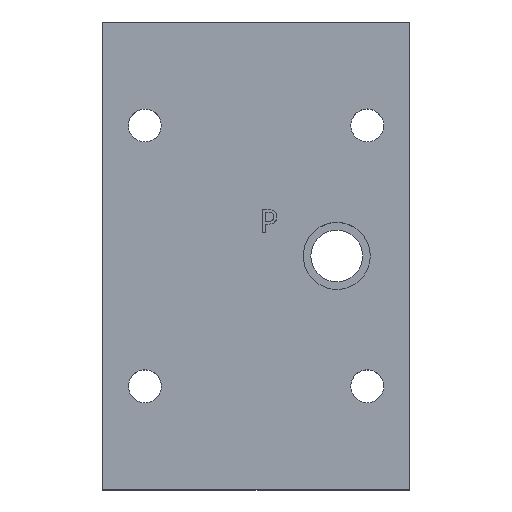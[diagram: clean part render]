
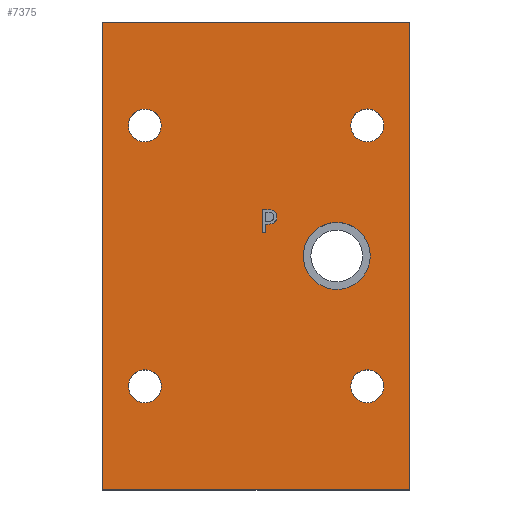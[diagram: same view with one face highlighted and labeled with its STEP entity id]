
A CAD part, top view. The second image highlights one B-rep face of the part: STEP entity #7375.
In plain terms, the highlighted planar face has unit normal (0, 0, 1).
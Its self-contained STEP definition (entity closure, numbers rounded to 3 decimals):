
#41=FACE_BOUND('',#1478,.T.);
#42=FACE_BOUND('',#1479,.T.);
#43=FACE_BOUND('',#1480,.T.);
#44=FACE_BOUND('',#1481,.T.);
#45=FACE_BOUND('',#1482,.T.);
#46=FACE_BOUND('',#1483,.T.);
#243=B_SPLINE_CURVE_WITH_KNOTS('',2,(#12214,#12215,#12216,#12217),
 .UNSPECIFIED.,.F.,.F.,(3,1,3),(0.,1.,2.),.UNSPECIFIED.);
#245=B_SPLINE_CURVE_WITH_KNOTS('',2,(#12235,#12236,#12237,#12238),
 .UNSPECIFIED.,.F.,.F.,(3,1,3),(0.,1.,2.),.UNSPECIFIED.);
#247=B_SPLINE_CURVE_WITH_KNOTS('',2,(#12284,#12285,#12286,#12287),
 .UNSPECIFIED.,.F.,.F.,(3,1,3),(0.,1.,2.),.UNSPECIFIED.);
#249=B_SPLINE_CURVE_WITH_KNOTS('',2,(#12302,#12303,#12304,#12305),
 .UNSPECIFIED.,.F.,.F.,(3,1,3),(0.,1.,2.),.UNSPECIFIED.);
#680=CIRCLE('',#7668,6.934);
#681=CIRCLE('',#7669,6.934);
#682=CIRCLE('',#7670,3.404);
#683=CIRCLE('',#7671,3.404);
#684=CIRCLE('',#7672,3.404);
#685=CIRCLE('',#7673,3.404);
#1081=FACE_OUTER_BOUND('',#1477,.T.);
#1477=EDGE_LOOP('',(#6611,#6612,#6613,#6614));
#1478=EDGE_LOOP('',(#6615,#6616));
#1479=EDGE_LOOP('',(#6617));
#1480=EDGE_LOOP('',(#6618));
#1481=EDGE_LOOP('',(#6619));
#1482=EDGE_LOOP('',(#6620));
#1483=EDGE_LOOP('',(#6621,#6622,#6623,#6624,#6625,#6626,#6627,#6628,#6629));
#1864=LINE('',#11203,#2634);
#2259=LINE('',#12247,#3029);
#2262=LINE('',#12253,#3032);
#2265=LINE('',#12259,#3035);
#2268=LINE('',#12265,#3038);
#2271=LINE('',#12271,#3041);
#2275=LINE('',#12313,#3045);
#2276=LINE('',#12315,#3046);
#2277=LINE('',#12316,#3047);
#2634=VECTOR('',#8286,10.);
#3029=VECTOR('',#8965,10.);
#3032=VECTOR('',#8970,10.);
#3035=VECTOR('',#8975,10.);
#3038=VECTOR('',#8980,10.);
#3041=VECTOR('',#8985,10.);
#3045=VECTOR('',#8993,10.);
#3046=VECTOR('',#8994,10.);
#3047=VECTOR('',#8995,10.);
#3400=VERTEX_POINT('',#11200);
#3401=VERTEX_POINT('',#11202);
#3678=VERTEX_POINT('',#12212);
#3679=VERTEX_POINT('',#12213);
#3682=VERTEX_POINT('',#12234);
#3684=VERTEX_POINT('',#12246);
#3686=VERTEX_POINT('',#12252);
#3688=VERTEX_POINT('',#12258);
#3690=VERTEX_POINT('',#12264);
#3692=VERTEX_POINT('',#12270);
#3694=VERTEX_POINT('',#12283);
#3696=VERTEX_POINT('',#12312);
#3697=VERTEX_POINT('',#12314);
#3698=VERTEX_POINT('',#12317);
#3699=VERTEX_POINT('',#12318);
#3700=VERTEX_POINT('',#12321);
#3701=VERTEX_POINT('',#12323);
#3702=VERTEX_POINT('',#12325);
#3703=VERTEX_POINT('',#12327);
#4246=EDGE_CURVE('',#3401,#3400,#1864,.T.);
#4662=EDGE_CURVE('',#3678,#3679,#243,.T.);
#4666=EDGE_CURVE('',#3682,#3678,#245,.T.);
#4669=EDGE_CURVE('',#3684,#3682,#2259,.T.);
#4672=EDGE_CURVE('',#3686,#3684,#2262,.T.);
#4675=EDGE_CURVE('',#3688,#3686,#2265,.T.);
#4678=EDGE_CURVE('',#3690,#3688,#2268,.T.);
#4681=EDGE_CURVE('',#3692,#3690,#2271,.T.);
#4684=EDGE_CURVE('',#3694,#3692,#247,.T.);
#4687=EDGE_CURVE('',#3679,#3694,#249,.T.);
#4689=EDGE_CURVE('',#3400,#3696,#2275,.T.);
#4690=EDGE_CURVE('',#3696,#3697,#2276,.T.);
#4691=EDGE_CURVE('',#3697,#3401,#2277,.T.);
#4692=EDGE_CURVE('',#3698,#3699,#680,.T.);
#4693=EDGE_CURVE('',#3699,#3698,#681,.T.);
#4694=EDGE_CURVE('',#3700,#3700,#682,.T.);
#4695=EDGE_CURVE('',#3701,#3701,#683,.T.);
#4696=EDGE_CURVE('',#3702,#3702,#684,.T.);
#4697=EDGE_CURVE('',#3703,#3703,#685,.T.);
#6611=ORIENTED_EDGE('',*,*,#4246,.T.);
#6612=ORIENTED_EDGE('',*,*,#4689,.T.);
#6613=ORIENTED_EDGE('',*,*,#4690,.T.);
#6614=ORIENTED_EDGE('',*,*,#4691,.T.);
#6615=ORIENTED_EDGE('',*,*,#4692,.T.);
#6616=ORIENTED_EDGE('',*,*,#4693,.T.);
#6617=ORIENTED_EDGE('',*,*,#4694,.T.);
#6618=ORIENTED_EDGE('',*,*,#4695,.T.);
#6619=ORIENTED_EDGE('',*,*,#4696,.T.);
#6620=ORIENTED_EDGE('',*,*,#4697,.T.);
#6621=ORIENTED_EDGE('',*,*,#4662,.T.);
#6622=ORIENTED_EDGE('',*,*,#4687,.T.);
#6623=ORIENTED_EDGE('',*,*,#4684,.T.);
#6624=ORIENTED_EDGE('',*,*,#4681,.T.);
#6625=ORIENTED_EDGE('',*,*,#4678,.T.);
#6626=ORIENTED_EDGE('',*,*,#4675,.T.);
#6627=ORIENTED_EDGE('',*,*,#4672,.T.);
#6628=ORIENTED_EDGE('',*,*,#4669,.T.);
#6629=ORIENTED_EDGE('',*,*,#4666,.T.);
#7019=PLANE('',#7667);
#7375=ADVANCED_FACE('',(#1081,#41,#42,#43,#44,#45,#46),#7019,.T.);
#7667=AXIS2_PLACEMENT_3D('',#12311,#8991,#8992);
#7668=AXIS2_PLACEMENT_3D('',#12319,#8996,#8997);
#7669=AXIS2_PLACEMENT_3D('',#12320,#8998,#8999);
#7670=AXIS2_PLACEMENT_3D('',#12322,#9000,#9001);
#7671=AXIS2_PLACEMENT_3D('',#12324,#9002,#9003);
#7672=AXIS2_PLACEMENT_3D('',#12326,#9004,#9005);
#7673=AXIS2_PLACEMENT_3D('',#12328,#9006,#9007);
#8286=DIRECTION('',(1.,0.,0.));
#8965=DIRECTION('',(1.,0.,0.));
#8970=DIRECTION('',(0.,1.,0.));
#8975=DIRECTION('',(-1.,0.,0.));
#8980=DIRECTION('',(0.,-1.,0.));
#8985=DIRECTION('',(-1.,0.,0.));
#8991=DIRECTION('center_axis',(0.,0.,1.));
#8992=DIRECTION('ref_axis',(1.,0.,0.));
#8993=DIRECTION('',(0.,1.,0.));
#8994=DIRECTION('',(-1.,0.,0.));
#8995=DIRECTION('',(0.,-1.,0.));
#8996=DIRECTION('center_axis',(0.,0.,-1.));
#8997=DIRECTION('ref_axis',(1.,0.,0.));
#8998=DIRECTION('center_axis',(0.,0.,-1.));
#8999=DIRECTION('ref_axis',(1.,0.,0.));
#9000=DIRECTION('center_axis',(0.,0.,-1.));
#9001=DIRECTION('ref_axis',(1.,0.,0.));
#9002=DIRECTION('center_axis',(0.,0.,-1.));
#9003=DIRECTION('ref_axis',(1.,0.,0.));
#9004=DIRECTION('center_axis',(0.,0.,-1.));
#9005=DIRECTION('ref_axis',(1.,0.,0.));
#9006=DIRECTION('center_axis',(0.,0.,-1.));
#9007=DIRECTION('ref_axis',(1.,0.,0.));
#11200=CARTESIAN_POINT('',(63.5,0.,19.05));
#11202=CARTESIAN_POINT('',(0.,0.,19.05));
#11203=CARTESIAN_POINT('',(0.,0.,19.05));
#12212=CARTESIAN_POINT('',(35.508,57.706,19.05));
#12213=CARTESIAN_POINT('',(36.083,56.552,19.05));
#12214=CARTESIAN_POINT('Ctrl Pts',(35.508,57.706,19.05));
#12215=CARTESIAN_POINT('Ctrl Pts',(35.778,57.522,19.05));
#12216=CARTESIAN_POINT('Ctrl Pts',(36.083,56.955,19.05));
#12217=CARTESIAN_POINT('Ctrl Pts',(36.083,56.552,19.05));
#12234=CARTESIAN_POINT('',(34.245,58.007,19.05));
#12235=CARTESIAN_POINT('Ctrl Pts',(34.245,58.007,19.05));
#12236=CARTESIAN_POINT('Ctrl Pts',(34.675,58.007,19.05));
#12237=CARTESIAN_POINT('Ctrl Pts',(35.277,57.866,19.05));
#12238=CARTESIAN_POINT('Ctrl Pts',(35.508,57.706,19.05));
#12246=CARTESIAN_POINT('',(33.033,58.007,19.05));
#12247=CARTESIAN_POINT('',(32.391,58.007,19.05));
#12252=CARTESIAN_POINT('',(33.033,53.181,19.05));
#12253=CARTESIAN_POINT('',(33.033,50.797,19.05));
#12258=CARTESIAN_POINT('',(33.674,53.181,19.05));
#12259=CARTESIAN_POINT('',(32.712,53.181,19.05));
#12264=CARTESIAN_POINT('',(33.674,54.98,19.05));
#12265=CARTESIAN_POINT('',(33.674,51.696,19.05));
#12270=CARTESIAN_POINT('',(34.218,54.98,19.05));
#12271=CARTESIAN_POINT('',(32.984,54.98,19.05));
#12283=CARTESIAN_POINT('',(35.661,55.481,19.05));
#12284=CARTESIAN_POINT('Ctrl Pts',(35.661,55.481,19.05));
#12285=CARTESIAN_POINT('Ctrl Pts',(35.41,55.234,19.05));
#12286=CARTESIAN_POINT('Ctrl Pts',(34.734,54.98,19.05));
#12287=CARTESIAN_POINT('Ctrl Pts',(34.218,54.98,19.05));
#12302=CARTESIAN_POINT('Ctrl Pts',(36.083,56.552,19.05));
#12303=CARTESIAN_POINT('Ctrl Pts',(36.083,56.24,19.05));
#12304=CARTESIAN_POINT('Ctrl Pts',(35.86,55.676,19.05));
#12305=CARTESIAN_POINT('Ctrl Pts',(35.661,55.481,19.05));
#12311=CARTESIAN_POINT('Origin',(31.75,48.412,19.05));
#12312=CARTESIAN_POINT('',(63.5,96.825,19.05));
#12313=CARTESIAN_POINT('',(63.5,0.,19.05));
#12314=CARTESIAN_POINT('',(0.,96.825,19.05));
#12315=CARTESIAN_POINT('',(63.5,96.825,19.05));
#12316=CARTESIAN_POINT('',(0.,96.825,19.05));
#12317=CARTESIAN_POINT('',(55.397,48.412,19.05));
#12318=CARTESIAN_POINT('',(41.529,48.412,19.05));
#12319=CARTESIAN_POINT('Origin',(48.463,48.412,19.05));
#12320=CARTESIAN_POINT('Origin',(48.463,48.412,19.05));
#12321=CARTESIAN_POINT('',(51.378,75.419,19.05));
#12322=CARTESIAN_POINT('Origin',(54.781,75.419,19.05));
#12323=CARTESIAN_POINT('',(51.378,21.431,19.05));
#12324=CARTESIAN_POINT('Origin',(54.781,21.431,19.05));
#12325=CARTESIAN_POINT('',(5.34,21.431,19.05));
#12326=CARTESIAN_POINT('Origin',(8.744,21.431,19.05));
#12327=CARTESIAN_POINT('',(5.328,75.406,19.05));
#12328=CARTESIAN_POINT('Origin',(8.731,75.406,19.05));
